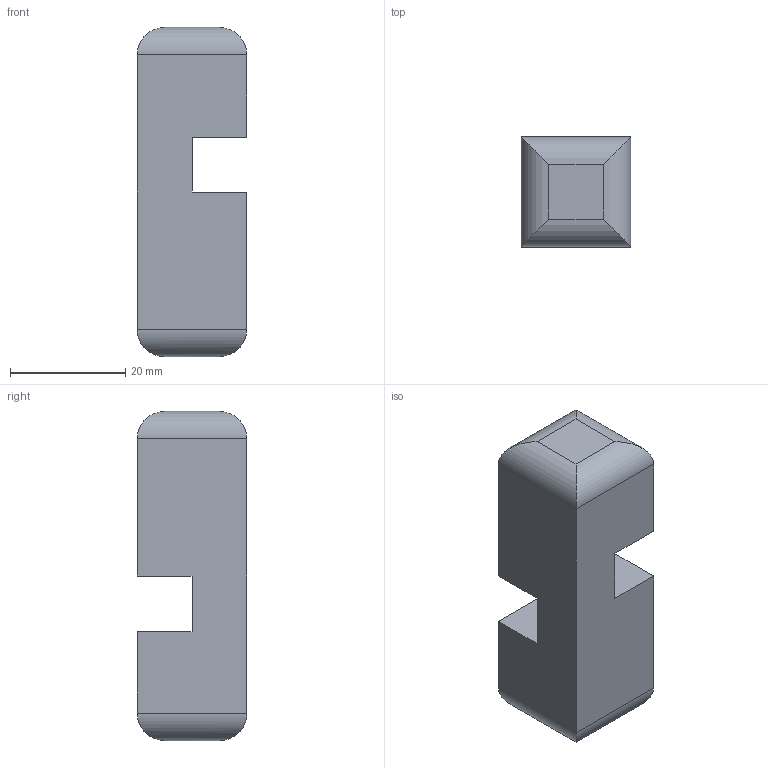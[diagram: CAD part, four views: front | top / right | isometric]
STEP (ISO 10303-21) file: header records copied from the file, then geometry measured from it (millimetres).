
FILE_DESCRIPTION(/* description */ (''),/* implementation_level */ '2;1');
FILE_NAME(/* name */ 'Part3.stp',/* time_stamp */ '2018-12-15T12:19:14-05:00',/* author */ ('Mark'),/* organization */ (''),/* preprocessor_version */ 'ST-DEVELOPER v16.1',/* originating_system */ 'Autodesk Inventor 2016',/* authorisation */ '');
FILE_SCHEMA (('AUTOMOTIVE_DESIGN { 1 0 10303 214 3 1 1 }'));
Length unit declared in the file: inch
Products named in the file (1): Part3
Bounding box: 19.05 x 19.05 x 57.15 mm (x, y, z)
Volume: 16601.2 mm3; surface area: 4922.5 mm2
Topology: 1 solids, 1 shells, 22 faces, 51 edges, 31 vertices
Faces by surface type: plane 14, cylinder 8
Entity records: 637 total; most frequent: DIRECTION 105, CARTESIAN_POINT 105, ORIENTED_EDGE 102, EDGE_CURVE 51, LINE 43, VECTOR 43, VERTEX_POINT 31, AXIS2_PLACEMENT_3D 31
